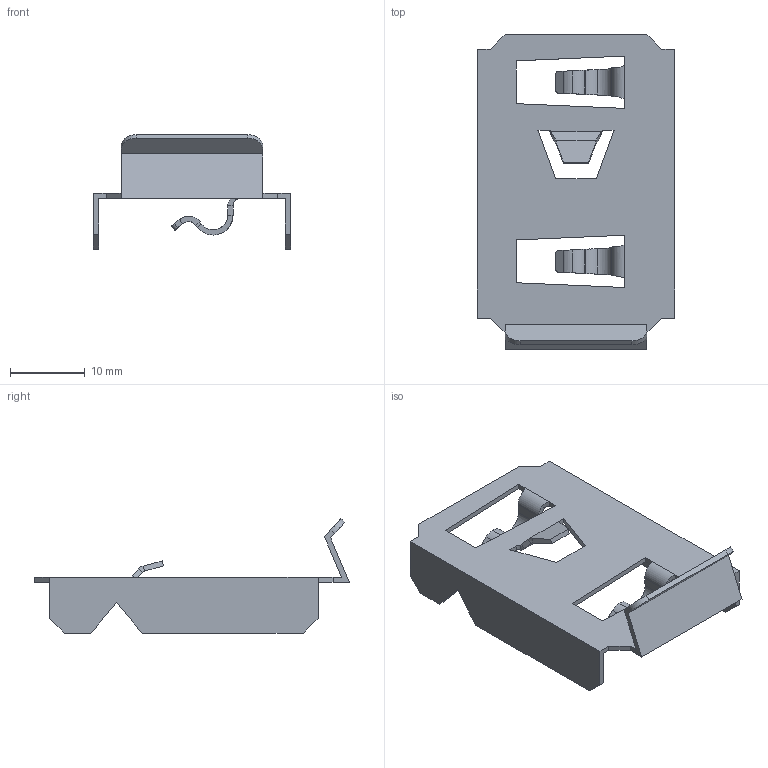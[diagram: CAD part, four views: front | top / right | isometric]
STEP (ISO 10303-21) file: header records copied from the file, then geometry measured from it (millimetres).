
FILE_DESCRIPTION((''),'2;1');
FILE_NAME('6062282_ORG','2016-03-29T',('AndreasKeweloh'),(''),'CREO PARAMETRIC BY PTC INC, 2015290','CREO PARAMETRIC BY PTC INC, 2015290','');
FILE_SCHEMA(('CONFIG_CONTROL_DESIGN'));
Length unit declared in the file: millimetre
Products named in the file (1): 6062282_ORG
Bounding box: 26.4 x 42.21 x 15.32 mm (x, y, z)
Volume: 1103.8 mm3; surface area: 3397.3 mm2
Topology: 1 solids, 1 shells, 132 faces, 342 edges, 212 vertices
Faces by surface type: plane 84, cylinder 26, bspline 22
Entity records: 7693 total; most frequent: CARTESIAN_POINT 4637, ORIENTED_EDGE 684, DIRECTION 506, EDGE_CURVE 342, VECTOR 262, LINE 262, VERTEX_POINT 212, EDGE_LOOP 138
